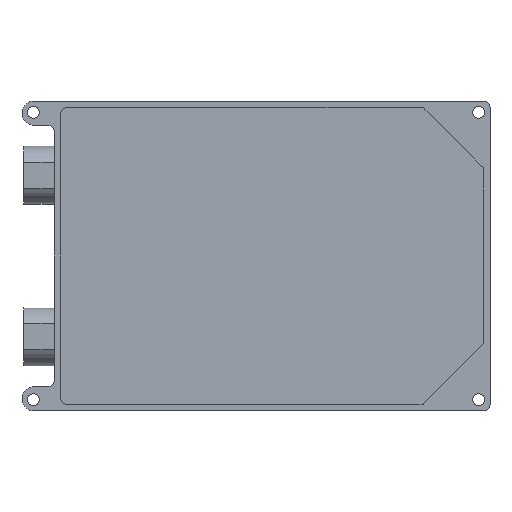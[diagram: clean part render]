
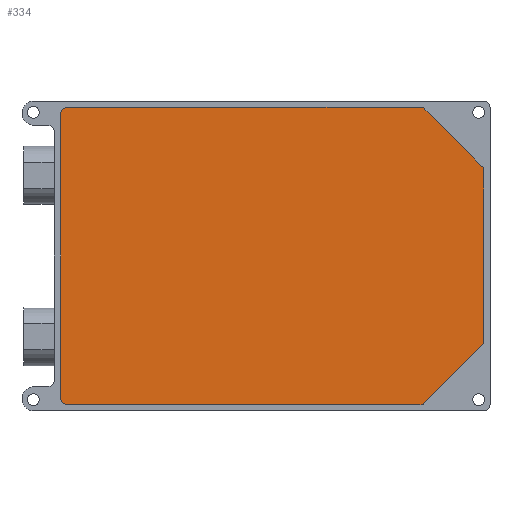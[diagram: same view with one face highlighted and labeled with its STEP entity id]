
A CAD part, front view. The second image highlights one B-rep face of the part: STEP entity #334.
In plain terms, the highlighted planar face has unit normal (0, -1, 0).
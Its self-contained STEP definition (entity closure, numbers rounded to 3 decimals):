
#334=ADVANCED_FACE('',(#486),#439,.T.);
#439=PLANE('',#2403);
#486=FACE_OUTER_BOUND('',#583,.T.);
#583=EDGE_LOOP('',(#760,#761,#762,#763,#764,#765,#766,#767,#768,#769,#770,
#771));
#760=ORIENTED_EDGE('',*,*,#1493,.F.);
#761=ORIENTED_EDGE('',*,*,#1495,.T.);
#762=ORIENTED_EDGE('',*,*,#1496,.F.);
#763=ORIENTED_EDGE('',*,*,#1487,.T.);
#764=ORIENTED_EDGE('',*,*,#1485,.F.);
#765=ORIENTED_EDGE('',*,*,#1483,.F.);
#766=ORIENTED_EDGE('',*,*,#1505,.F.);
#767=ORIENTED_EDGE('',*,*,#1498,.F.);
#768=ORIENTED_EDGE('',*,*,#1503,.T.);
#769=ORIENTED_EDGE('',*,*,#1501,.F.);
#770=ORIENTED_EDGE('',*,*,#1504,.F.);
#771=ORIENTED_EDGE('',*,*,#1490,.F.);
#1292=VERTEX_POINT('',#3323);
#1293=VERTEX_POINT('',#3325);
#1294=VERTEX_POINT('',#3329);
#1295=VERTEX_POINT('',#3333);
#1296=VERTEX_POINT('',#3337);
#1297=VERTEX_POINT('',#3339);
#1298=VERTEX_POINT('',#3343);
#1299=VERTEX_POINT('',#3347);
#1300=VERTEX_POINT('',#3353);
#1301=VERTEX_POINT('',#3355);
#1302=VERTEX_POINT('',#3359);
#1303=VERTEX_POINT('',#3361);
#1483=EDGE_CURVE('',#1292,#1293,#1776,.T.);
#1485=EDGE_CURVE('',#1293,#1294,#2043,.T.);
#1487=EDGE_CURVE('',#1295,#1294,#1777,.T.);
#1490=EDGE_CURVE('',#1296,#1297,#1778,.T.);
#1493=EDGE_CURVE('',#1298,#1296,#2049,.T.);
#1495=EDGE_CURVE('',#1298,#1299,#1779,.T.);
#1496=EDGE_CURVE('',#1295,#1299,#2051,.T.);
#1498=EDGE_CURVE('',#1300,#1301,#1780,.T.);
#1501=EDGE_CURVE('',#1302,#1303,#1781,.T.);
#1503=EDGE_CURVE('',#1300,#1303,#2056,.T.);
#1504=EDGE_CURVE('',#1297,#1302,#2057,.T.);
#1505=EDGE_CURVE('',#1301,#1292,#2058,.T.);
#1776=CIRCLE('',#2385,2.1);
#1777=CIRCLE('',#2388,2.1);
#1778=CIRCLE('',#2390,2.1);
#1779=CIRCLE('',#2393,2.1);
#1780=CIRCLE('',#2396,2.1);
#1781=CIRCLE('',#2398,2.1);
#2043=LINE('',#3328,#2214);
#2049=LINE('',#3344,#2220);
#2051=LINE('',#3350,#2222);
#2056=LINE('',#3364,#2227);
#2057=LINE('',#3366,#2228);
#2058=LINE('',#3368,#2229);
#2214=VECTOR('',#2671,1.);
#2220=VECTOR('',#2687,1.);
#2222=VECTOR('',#2695,1.);
#2227=VECTOR('',#2710,1.);
#2228=VECTOR('',#2713,1.);
#2229=VECTOR('',#2716,1.);
#2385=AXIS2_PLACEMENT_3D('',#3324,#2666,#2667);
#2388=AXIS2_PLACEMENT_3D('',#3332,#2675,#2676);
#2390=AXIS2_PLACEMENT_3D('',#3338,#2681,#2682);
#2393=AXIS2_PLACEMENT_3D('',#3348,#2691,#2692);
#2396=AXIS2_PLACEMENT_3D('',#3354,#2699,#2700);
#2398=AXIS2_PLACEMENT_3D('',#3360,#2705,#2706);
#2403=AXIS2_PLACEMENT_3D('',#3370,#2719,#2720);
#2666=DIRECTION('',(0.,1.,0.));
#2667=DIRECTION('',(0.,0.,-1.));
#2671=DIRECTION('',(0.707,0.,-0.707));
#2675=DIRECTION('',(0.,-1.,0.));
#2676=DIRECTION('',(0.,0.,-1.));
#2681=DIRECTION('',(0.,1.,0.));
#2682=DIRECTION('',(0.,0.,-1.));
#2687=DIRECTION('',(-0.707,0.,-0.707));
#2691=DIRECTION('',(0.,-1.,0.));
#2692=DIRECTION('',(0.,0.,-1.));
#2695=DIRECTION('',(0.,0.,-1.));
#2699=DIRECTION('',(0.,1.,0.));
#2700=DIRECTION('',(0.,0.,-1.));
#2705=DIRECTION('',(0.,1.,0.));
#2706=DIRECTION('',(0.,0.,-1.));
#2710=DIRECTION('',(0.,0.,-1.));
#2713=DIRECTION('',(-1.,0.,0.));
#2716=DIRECTION('',(1.,0.,0.));
#2719=DIRECTION('',(0.,-1.,0.));
#2720=DIRECTION('',(0.,0.,-1.));
#3323=CARTESIAN_POINT('',(111.365,0.,146.1));
#3324=CARTESIAN_POINT('',(111.365,0.,144.));
#3325=CARTESIAN_POINT('',(112.85,0.,145.485));
#3328=CARTESIAN_POINT('',(111.679,0.,146.656));
#3329=CARTESIAN_POINT('',(130.484,0.,127.852));
#3332=CARTESIAN_POINT('',(128.999,0.,126.367));
#3333=CARTESIAN_POINT('',(131.099,0.,126.367));
#3337=CARTESIAN_POINT('',(112.78,0.,54.515));
#3338=CARTESIAN_POINT('',(111.295,0.,56.));
#3339=CARTESIAN_POINT('',(111.295,0.,53.9));
#3343=CARTESIAN_POINT('',(130.484,0.,72.219));
#3344=CARTESIAN_POINT('',(131.655,0.,73.391));
#3347=CARTESIAN_POINT('',(131.099,0.,73.704));
#3348=CARTESIAN_POINT('',(128.999,0.,73.704));
#3350=CARTESIAN_POINT('',(131.099,0.,128.024));
#3353=CARTESIAN_POINT('',(0.,0.,144.));
#3354=CARTESIAN_POINT('',(2.1,0.,144.));
#3355=CARTESIAN_POINT('',(2.1,0.,146.1));
#3359=CARTESIAN_POINT('',(2.1,0.,53.9));
#3360=CARTESIAN_POINT('',(2.1,0.,56.));
#3361=CARTESIAN_POINT('',(0.,0.,56.));
#3364=CARTESIAN_POINT('',(0.,0.,144.));
#3366=CARTESIAN_POINT('',(0.,0.,53.9));
#3368=CARTESIAN_POINT('',(0.,0.,146.1));
#3370=CARTESIAN_POINT('',(60.499,0.,52.));
